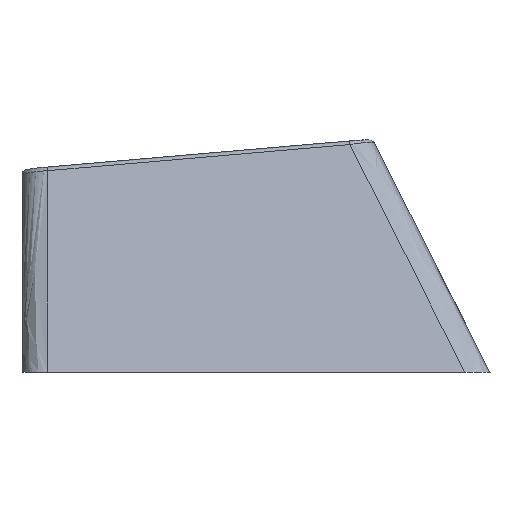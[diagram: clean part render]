
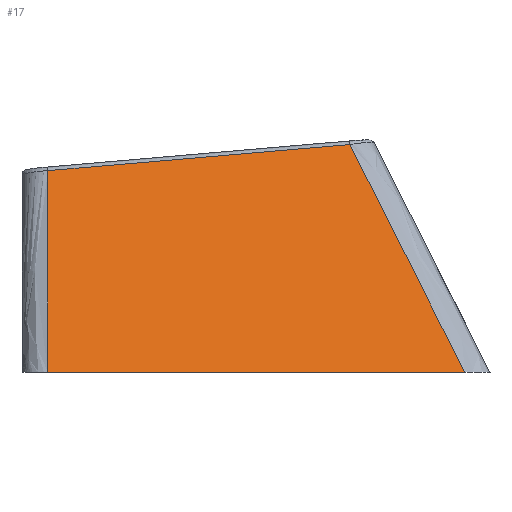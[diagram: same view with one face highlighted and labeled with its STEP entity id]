
A CAD part, left-side view. The second image highlights one B-rep face of the part: STEP entity #17.
In plain terms, the highlighted free-form (B-spline) face has degree [1, 1] with [2, 2] control points.
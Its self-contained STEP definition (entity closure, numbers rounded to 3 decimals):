
#17 = ADVANCED_FACE('',(#18),#91,.F.);
#18 = FACE_BOUND('',#19,.F.);
#19 = EDGE_LOOP('',(#20,#38,#46,#62));
#20 = ORIENTED_EDGE('',*,*,#21,.F.);
#21 = EDGE_CURVE('',#22,#24,#26,.T.);
#22 = VERTEX_POINT('',#23);
#23 = CARTESIAN_POINT('',(-28.075,-8.053,0.));
#24 = VERTEX_POINT('',#25);
#25 = CARTESIAN_POINT('',(-25.368,-3.616,8.778
    ));
#26 = B_SPLINE_CURVE_WITH_KNOTS('',4,(#27,#28,#29,#30,#31,#32,#33,#34,
    #35,#36,#37),.UNSPECIFIED.,.F.,.F.,(5,3,3,5),(-0.399,
    0.241,10.882,11.522),.UNSPECIFIED.);
#27 = CARTESIAN_POINT('',(-28.293,-8.411,
    -0.707));
#28 = CARTESIAN_POINT('',(-28.251,-8.341,
    -0.57));
#29 = CARTESIAN_POINT('',(-28.208,-8.272,
    -0.432));
#30 = CARTESIAN_POINT('',(-28.166,-8.202,
    -0.294));
#31 = CARTESIAN_POINT('',(-27.417,-6.975,2.133)
  );
#32 = CARTESIAN_POINT('',(-26.712,-5.818,4.422
    ));
#33 = CARTESIAN_POINT('',(-26.006,-4.661,6.711
    ));
#34 = CARTESIAN_POINT('',(-25.258,-3.434,9.138));
#35 = CARTESIAN_POINT('',(-25.215,-3.364,9.275));
#36 = CARTESIAN_POINT('',(-25.173,-3.295,9.413));
#37 = CARTESIAN_POINT('',(-25.13,-3.225,9.551));
#38 = ORIENTED_EDGE('',*,*,#39,.T.);
#39 = EDGE_CURVE('',#22,#40,#42,.T.);
#40 = VERTEX_POINT('',#41);
#41 = CARTESIAN_POINT('',(-28.075,8.025,0.));
#42 = LINE('',#43,#44);
#43 = CARTESIAN_POINT('',(-28.075,-9.025,0.));
#44 = VECTOR('',#45,1.);
#45 = DIRECTION('',(0.,1.,0.));
#46 = ORIENTED_EDGE('',*,*,#47,.T.);
#47 = EDGE_CURVE('',#40,#48,#50,.T.);
#48 = VERTEX_POINT('',#49);
#49 = CARTESIAN_POINT('',(-25.679,8.025,7.772)
  );
#50 = B_SPLINE_CURVE_WITH_KNOTS('',4,(#51,#52,#53,#54,#55,#56,#57,#58,
    #59,#60,#61),.UNSPECIFIED.,.F.,.F.,(5,3,3,5),(-0.576,
    0.,9.726,10.303),.UNSPECIFIED.);
#51 = CARTESIAN_POINT('',(-28.245,8.025,-0.551));
#52 = CARTESIAN_POINT('',(-28.202,8.025,-0.413));
#53 = CARTESIAN_POINT('',(-28.16,8.025,-0.275));
#54 = CARTESIAN_POINT('',(-28.117,8.025,-0.138));
#55 = CARTESIAN_POINT('',(-27.359,8.025,2.324));
#56 = CARTESIAN_POINT('',(-26.642,8.025,4.647));
#57 = CARTESIAN_POINT('',(-25.926,8.025,6.971));
#58 = CARTESIAN_POINT('',(-25.167,8.025,9.432));
#59 = CARTESIAN_POINT('',(-25.124,8.025,9.57));
#60 = CARTESIAN_POINT('',(-25.082,8.025,9.708));
#61 = CARTESIAN_POINT('',(-25.039,8.025,9.845));
#62 = ORIENTED_EDGE('',*,*,#63,.F.);
#63 = EDGE_CURVE('',#24,#48,#64,.T.);
#64 = ( BOUNDED_CURVE() B_SPLINE_CURVE(9,(#65,#66,#67,#68,#69,#70,#71,
    #72,#73,#74,#75,#76,#77,#78,#79,#80,#81,#82,#83,#84,#85,#86,#87,#88,
#89,#90),.UNSPECIFIED.,.F.,.F.) B_SPLINE_CURVE_WITH_KNOTS((10,8,8,10),(
    52.732,52.788,64.503,64.515),
.UNSPECIFIED.) CURVE() GEOMETRIC_REPRESENTATION_ITEM() 
RATIONAL_B_SPLINE_CURVE((1.,1.,1.,1.,1.,1.,1.,1.,1.,1.,1.,1.,1.,1.,1.,1.
,1.,1.,1.,1.,1.,1.,1.,1.,1.,1.)) REPRESENTATION_ITEM('') );
#65 = CARTESIAN_POINT('',(-25.368,-3.616,8.778)
  );
#66 = CARTESIAN_POINT('',(-25.369,-3.609,8.778
    ));
#67 = CARTESIAN_POINT('',(-25.369,-3.603,8.777
    ));
#68 = CARTESIAN_POINT('',(-25.369,-3.597,8.776
    ));
#69 = CARTESIAN_POINT('',(-25.369,-3.591,8.776)
  );
#70 = CARTESIAN_POINT('',(-25.369,-3.585,8.775
    ));
#71 = CARTESIAN_POINT('',(-25.369,-3.578,8.775
    ));
#72 = CARTESIAN_POINT('',(-25.37,-3.572,8.774
    ));
#73 = CARTESIAN_POINT('',(-25.37,-3.566,8.774
    ));
#74 = CARTESIAN_POINT('',(-25.404,-2.279,8.662
    ));
#75 = CARTESIAN_POINT('',(-25.438,-1.023,8.554
    ));
#76 = CARTESIAN_POINT('',(-25.472,0.255,8.443)
  );
#77 = CARTESIAN_POINT('',(-25.505,1.523,8.334)
  );
#78 = CARTESIAN_POINT('',(-25.54,2.82,8.222)
  );
#79 = CARTESIAN_POINT('',(-25.574,4.097,8.111)
  );
#80 = CARTESIAN_POINT('',(-25.609,5.396,7.999)
  );
#81 = CARTESIAN_POINT('',(-25.643,6.682,7.888)
  );
#82 = CARTESIAN_POINT('',(-25.678,8.014,7.773)
  );
#83 = CARTESIAN_POINT('',(-25.678,8.015,7.773)
  );
#84 = CARTESIAN_POINT('',(-25.678,8.017,7.773)
  );
#85 = CARTESIAN_POINT('',(-25.678,8.018,7.772)
  );
#86 = CARTESIAN_POINT('',(-25.679,8.02,7.772)
  );
#87 = CARTESIAN_POINT('',(-25.679,8.021,7.772)
  );
#88 = CARTESIAN_POINT('',(-25.679,8.022,7.772)
  );
#89 = CARTESIAN_POINT('',(-25.679,8.024,7.772)
  );
#90 = CARTESIAN_POINT('',(-25.679,8.025,7.772)
  );
#91 = B_SPLINE_SURFACE_WITH_KNOTS('',1,1,(
    (#92,#93)
    ,(#94,#95
  )),.UNSPECIFIED.,.F.,.F.,.F.,(2,2),(2,2),(0.,18.05),(0.,1.),
  .PIECEWISE_BEZIER_KNOTS.);
#92 = CARTESIAN_POINT('',(-28.075,-9.025,0.));
#93 = CARTESIAN_POINT('',(-25.3,-4.475,9.));
#94 = CARTESIAN_POINT('',(-28.075,9.025,0.));
#95 = CARTESIAN_POINT('',(-25.3,9.025,9.));
